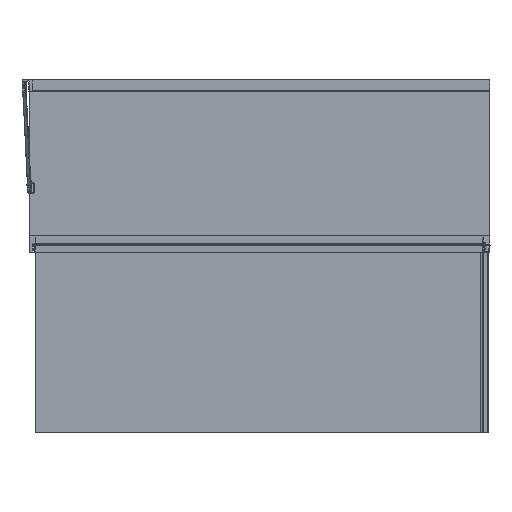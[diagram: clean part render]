
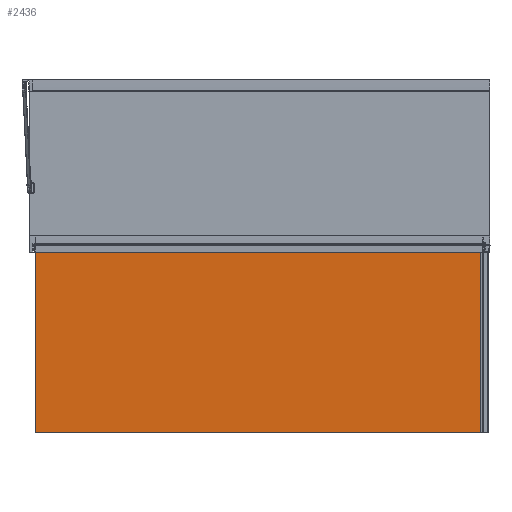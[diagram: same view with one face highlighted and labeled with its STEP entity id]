
A CAD part, top view. The second image highlights one B-rep face of the part: STEP entity #2436.
In plain terms, the highlighted face is planar.
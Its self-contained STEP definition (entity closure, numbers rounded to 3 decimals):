
#2330=DIRECTION('',(0.,-1.,0.));
#2331=VECTOR('',#2330,600.);
#2332=CARTESIAN_POINT('',(12629.899,-4050.669,0.));
#2333=LINE('',#2332,#2331);
#2334=DIRECTION('',(0.,0.,-1.));
#2335=VECTOR('',#2334,1457.);
#2336=CARTESIAN_POINT('',(12629.899,-4050.669,1457.));
#2337=LINE('',#2336,#2335);
#2342=DIRECTION('',(0.,0.,-1.));
#2343=VECTOR('',#2342,1457.);
#2344=CARTESIAN_POINT('',(12629.899,-4650.669,1457.));
#2345=LINE('',#2344,#2343);
#2354=DIRECTION('',(0.,-1.,0.));
#2355=VECTOR('',#2354,600.);
#2356=CARTESIAN_POINT('',(12629.899,-4050.669,1457.));
#2357=LINE('',#2356,#2355);
#2366=CARTESIAN_POINT('',(12629.899,-4650.669,0.));
#2367=VERTEX_POINT('',#2366);
#2368=CARTESIAN_POINT('',(12629.899,-4050.669,0.));
#2369=VERTEX_POINT('',#2368);
#2374=CARTESIAN_POINT('',(12629.899,-4050.669,1457.));
#2375=VERTEX_POINT('',#2374);
#2376=CARTESIAN_POINT('',(12629.899,-4650.669,1457.));
#2377=VERTEX_POINT('',#2376);
#2423=CARTESIAN_POINT('',(12629.899,-4650.669,0.));
#2424=DIRECTION('',(1.,0.,0.));
#2425=DIRECTION('',(0.,1.,0.));
#2426=AXIS2_PLACEMENT_3D('',#2423,#2424,#2425);
#2427=PLANE('',#2426);
#2428=ORIENTED_EDGE('',*,*,#2387,.T.);
#2430=ORIENTED_EDGE('',*,*,#2429,.F.);
#2432=ORIENTED_EDGE('',*,*,#2431,.F.);
#2433=ORIENTED_EDGE('',*,*,#2415,.T.);
#2434=EDGE_LOOP('',(#2428,#2430,#2432,#2433));
#2435=FACE_OUTER_BOUND('',#2434,.F.);
#2387=EDGE_CURVE('',#2369,#2367,#2333,.T.);
#2415=EDGE_CURVE('',#2375,#2369,#2337,.T.);
#2429=EDGE_CURVE('',#2377,#2367,#2345,.T.);
#2431=EDGE_CURVE('',#2375,#2377,#2357,.T.);
#2436=ADVANCED_FACE('',(#2435),#2427,.T.);
